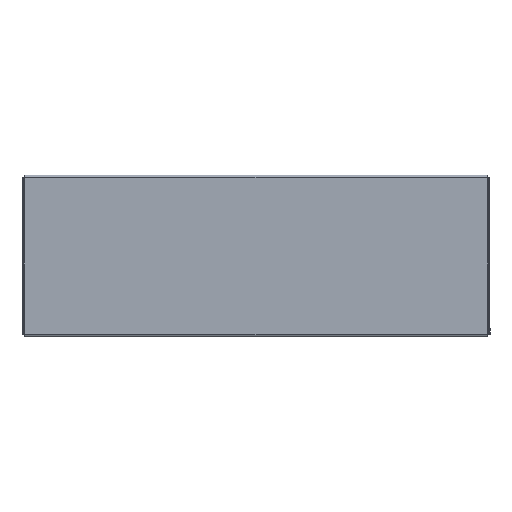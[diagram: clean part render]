
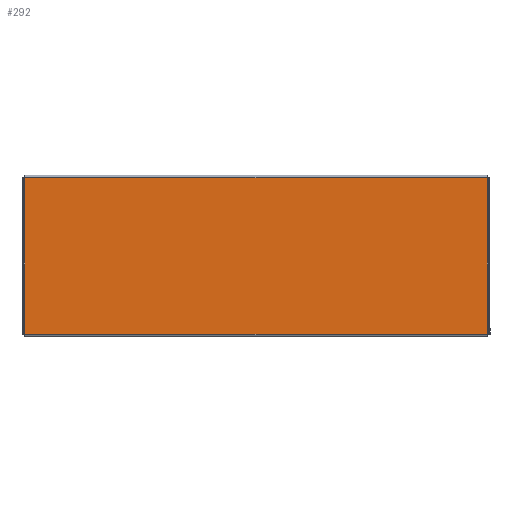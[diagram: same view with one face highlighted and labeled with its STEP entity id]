
A CAD part, top view. The second image highlights one B-rep face of the part: STEP entity #292.
In plain terms, the highlighted planar face has unit normal (0, 0, 1).
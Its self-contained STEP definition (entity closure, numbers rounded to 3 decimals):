
#51 = AXIS2_PLACEMENT_3D ( 'NONE', #1549, #1442, #695 ) ;
#104 = VERTEX_POINT ( 'NONE', #362 ) ;
#117 = DIRECTION ( 'NONE',  ( 1., 0., 0. ) ) ;
#182 = VERTEX_POINT ( 'NONE', #654 ) ;
#187 = EDGE_CURVE ( 'NONE', #104, #1178, #1259, .T. ) ;
#198 = CARTESIAN_POINT ( 'NONE',  ( 250., 84.5, 0. ) ) ;
#221 = EDGE_CURVE ( 'NONE', #1075, #182, #332, .T. ) ;
#275 = LINE ( 'NONE', #984, #1640 ) ;
#292 = ADVANCED_FACE ( 'NONE', ( #1507 ), #1320, .T. ) ;
#332 = LINE ( 'NONE', #386, #1367 ) ;
#362 = CARTESIAN_POINT ( 'NONE',  ( -250., -84.5, 0. ) ) ;
#386 = CARTESIAN_POINT ( 'NONE',  ( -253., 84.5, 0. ) ) ;
#410 = EDGE_LOOP ( 'NONE', ( #1245, #416, #1405, #931 ) ) ;
#412 = CARTESIAN_POINT ( 'NONE',  ( 250., 84.5, 0. ) ) ;
#416 = ORIENTED_EDGE ( 'NONE', *, *, #1186, .F. ) ;
#556 = VECTOR ( 'NONE', #117, 1000. ) ;
#576 = CARTESIAN_POINT ( 'NONE',  ( 250., -84.5, 0. ) ) ;
#654 = CARTESIAN_POINT ( 'NONE',  ( -250., 84.5, 0. ) ) ;
#657 = DIRECTION ( 'NONE',  ( -1., 0., 0. ) ) ;
#695 = DIRECTION ( 'NONE',  ( 1., 0., 0. ) ) ;
#709 = DIRECTION ( 'NONE',  ( 0., 1., 0. ) ) ;
#797 = CARTESIAN_POINT ( 'NONE',  ( -253., -84.5, 0. ) ) ;
#897 = EDGE_CURVE ( 'NONE', #1075, #1178, #951, .T. ) ;
#931 = ORIENTED_EDGE ( 'NONE', *, *, #897, .F. ) ;
#951 = LINE ( 'NONE', #412, #1273 ) ;
#984 = CARTESIAN_POINT ( 'NONE',  ( -250., -84.5, 0. ) ) ;
#1075 = VERTEX_POINT ( 'NONE', #198 ) ;
#1178 = VERTEX_POINT ( 'NONE', #576 ) ;
#1186 = EDGE_CURVE ( 'NONE', #104, #182, #275, .T. ) ;
#1245 = ORIENTED_EDGE ( 'NONE', *, *, #221, .T. ) ;
#1259 = LINE ( 'NONE', #797, #556 ) ;
#1273 = VECTOR ( 'NONE', #1574, 1000. ) ;
#1320 = PLANE ( 'NONE',  #51 ) ;
#1367 = VECTOR ( 'NONE', #657, 1000. ) ;
#1405 = ORIENTED_EDGE ( 'NONE', *, *, #187, .T. ) ;
#1442 = DIRECTION ( 'NONE',  ( 0., 0., 1. ) ) ;
#1507 = FACE_OUTER_BOUND ( 'NONE', #410, .T. ) ;
#1549 = CARTESIAN_POINT ( 'NONE',  ( 0., 0., 0. ) ) ;
#1574 = DIRECTION ( 'NONE',  ( 0., -1., 0. ) ) ;
#1640 = VECTOR ( 'NONE', #709, 1000. ) ;
